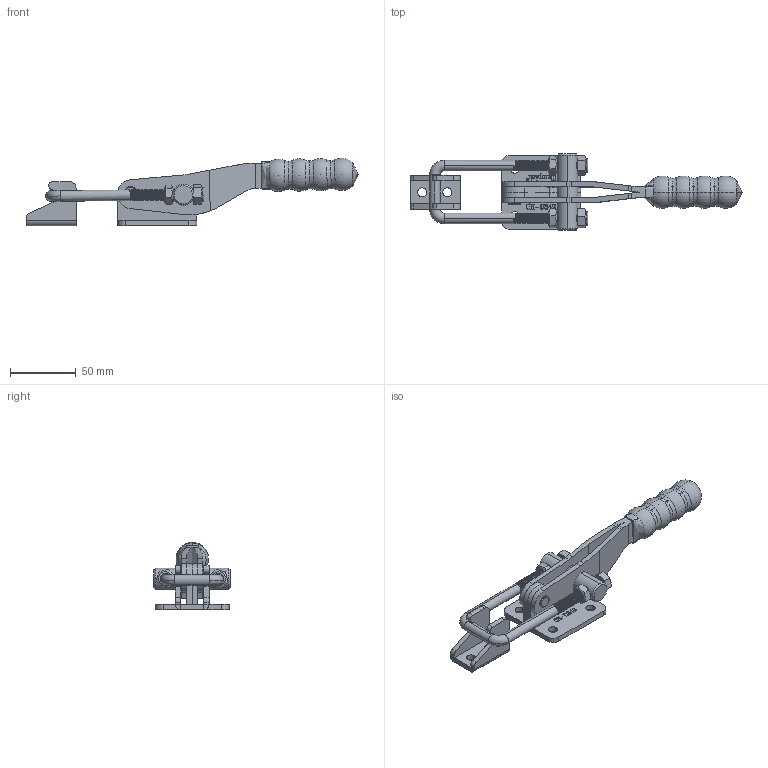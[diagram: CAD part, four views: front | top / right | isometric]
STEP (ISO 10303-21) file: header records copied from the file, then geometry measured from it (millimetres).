
FILE_DESCRIPTION (( 'STEP AP203' ), '1' );
FILE_NAME ('CH-D349.STEP', '2021-02-24T10:30:27', ( 'User' ), ( 'china' ), 'SwSTEP 2.0', 'SolidWorks 2018', '' );
FILE_SCHEMA (( 'CONFIG_CONTROL_DESIGN' ));
Length unit declared in the file: millimetre
Products named in the file (23): U像; 嘐隅釱; CH-D349; M8滅侂; 忒梟; 酘菁釱; MAO; 衵菁釱; M8蹟譫; 蛌粣; 304-HM綵竄杶
Assembly tree (12 placements, depth 2):
  U像
  CH-D349
    酘菁釱
    衵菁釱
    嘐隅釱
    忒梟
    MAO
    蛌粣
    304-HM綵竄杶
    U像
    M8滅侂  x2
    M8蹟譫  x2
  M8滅侂
  酘菁釱
  M8滅侂
Bounding box: 251.91 x 58 x 51.2 mm (x, y, z)
Volume: 104485.2 mm3; surface area: 59670.5 mm2
Topology: 12 solids, 12 shells, 1065 faces, 2967 edges, 1943 vertices
Faces by surface type: plane 647, cylinder 315, bspline 39, torus 30, cone 24, sphere 10
Entity records: 56644 total; most frequent: CARTESIAN_POINT 30054, ORIENTED_EDGE 5576, DIRECTION 4515, EDGE_CURVE 2788, VECTOR 2011, LINE 2011, VERTEX_POINT 1829, AXIS2_PLACEMENT_3D 1252
